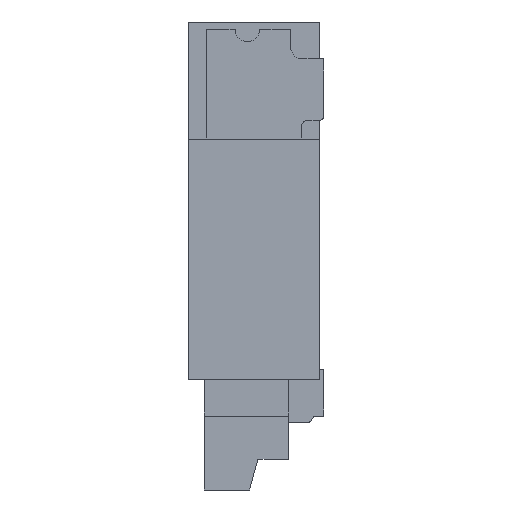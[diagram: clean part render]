
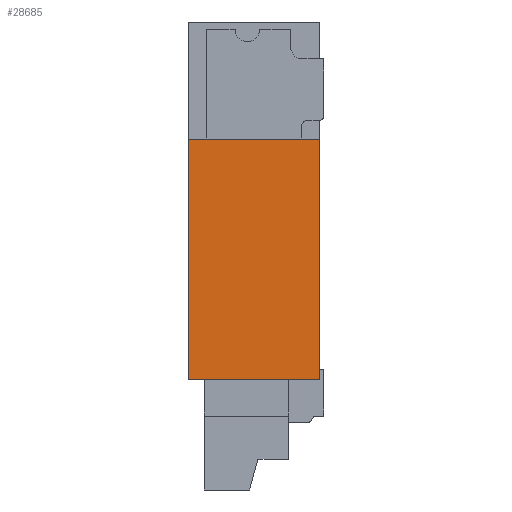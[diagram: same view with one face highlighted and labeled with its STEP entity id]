
A CAD part, left-side view. The second image highlights one B-rep face of the part: STEP entity #28685.
In plain terms, the highlighted planar face has unit normal (-1, 0, 0).
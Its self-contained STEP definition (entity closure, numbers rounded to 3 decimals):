
#216 = DIRECTION ( 'NONE',  ( 0., -1., 0. ) ) ;
#3871 = CARTESIAN_POINT ( 'NONE',  ( -4., 1.1, -1. ) ) ;
#4198 = PLANE ( 'NONE',  #12910 ) ;
#4571 = EDGE_LOOP ( 'NONE', ( #9492, #9872, #33140, #28096 ) ) ;
#6119 = CARTESIAN_POINT ( 'NONE',  ( -4., 0.035, 0.95 ) ) ;
#6486 = CARTESIAN_POINT ( 'NONE',  ( -4., 1.1, 0.95 ) ) ;
#9492 = ORIENTED_EDGE ( 'NONE', *, *, #24896, .F. ) ;
#9515 = VECTOR ( 'NONE', #31967, 1000. ) ;
#9872 = ORIENTED_EDGE ( 'NONE', *, *, #27137, .F. ) ;
#10931 = VERTEX_POINT ( 'NONE', #6486 ) ;
#12318 = VERTEX_POINT ( 'NONE', #32340 ) ;
#12910 = AXIS2_PLACEMENT_3D ( 'NONE', #35603, #26946, #18408 ) ;
#13051 = EDGE_CURVE ( 'NONE', #20591, #12318, #27673, .T. ) ;
#13828 = VERTEX_POINT ( 'NONE', #22417 ) ;
#14992 = CARTESIAN_POINT ( 'NONE',  ( -4., 1.1, -1. ) ) ;
#17335 = CARTESIAN_POINT ( 'NONE',  ( -4., 1., 0.95 ) ) ;
#18408 = DIRECTION ( 'NONE',  ( 0., 0., 1. ) ) ;
#20591 = VERTEX_POINT ( 'NONE', #14992 ) ;
#21237 = CARTESIAN_POINT ( 'NONE',  ( -4., 1., -1. ) ) ;
#22417 = CARTESIAN_POINT ( 'NONE',  ( -4., 0.035, 0.95 ) ) ;
#22966 = FACE_OUTER_BOUND ( 'NONE', #4571, .T. ) ;
#24201 = DIRECTION ( 'NONE',  ( 0., -1., 0. ) ) ;
#24896 = EDGE_CURVE ( 'NONE', #13828, #12318, #33454, .T. ) ;
#25199 = VECTOR ( 'NONE', #216, 1000. ) ;
#26946 = DIRECTION ( 'NONE',  ( 1., 0., 0. ) ) ;
#27137 = EDGE_CURVE ( 'NONE', #10931, #13828, #32776, .T. ) ;
#27319 = LINE ( 'NONE', #3871, #35384 ) ;
#27673 = LINE ( 'NONE', #21237, #35728 ) ;
#28096 = ORIENTED_EDGE ( 'NONE', *, *, #13051, .T. ) ;
#28685 = ADVANCED_FACE ( 'NONE', ( #22966 ), #4198, .F. ) ;
#29803 = EDGE_CURVE ( 'NONE', #20591, #10931, #27319, .T. ) ;
#31967 = DIRECTION ( 'NONE',  ( 0., 0., -1. ) ) ;
#32340 = CARTESIAN_POINT ( 'NONE',  ( -4., 0.035, -1. ) ) ;
#32353 = DIRECTION ( 'NONE',  ( 0., 0., 1. ) ) ;
#32776 = LINE ( 'NONE', #17335, #25199 ) ;
#33140 = ORIENTED_EDGE ( 'NONE', *, *, #29803, .F. ) ;
#33454 = LINE ( 'NONE', #6119, #9515 ) ;
#35384 = VECTOR ( 'NONE', #32353, 1000. ) ;
#35603 = CARTESIAN_POINT ( 'NONE',  ( -4., 1., 0.95 ) ) ;
#35728 = VECTOR ( 'NONE', #24201, 1000. ) ;
